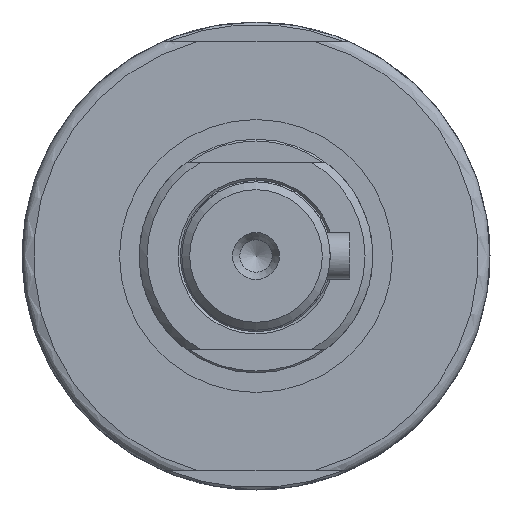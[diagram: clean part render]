
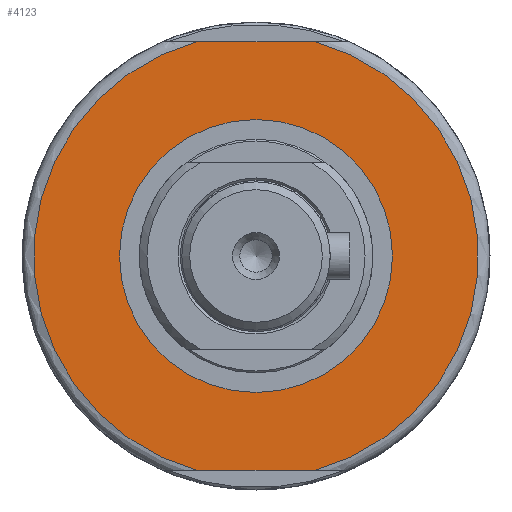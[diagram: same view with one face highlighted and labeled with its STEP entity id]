
A CAD part, left-side view. The second image highlights one B-rep face of the part: STEP entity #4123.
In plain terms, the highlighted planar face has unit normal (-1, 0, 0).
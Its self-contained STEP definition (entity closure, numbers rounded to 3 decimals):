
#143=FACE_BOUND('',#566,.T.);
#177=PLANE('',#4445);
#326=FACE_OUTER_BOUND('',#565,.T.);
#565=EDGE_LOOP('',(#2761,#2762,#2763,#2764));
#566=EDGE_LOOP('',(#2765,#2766));
#814=LINE('',#6259,#1120);
#815=LINE('',#6260,#1121);
#1120=VECTOR('',#5016,10.);
#1121=VECTOR('',#5017,10.);
#1449=CIRCLE('',#4426,17.5);
#1450=CIRCLE('',#4427,17.5);
#1460=CIRCLE('',#4440,28.5);
#1463=CIRCLE('',#4444,28.5);
#1676=VERTEX_POINT('',#6161);
#1677=VERTEX_POINT('',#6163);
#1688=VERTEX_POINT('',#6190);
#1689=VERTEX_POINT('',#6205);
#1691=VERTEX_POINT('',#6224);
#1694=VERTEX_POINT('',#6242);
#2092=EDGE_CURVE('',#1677,#1676,#1449,.T.);
#2093=EDGE_CURVE('',#1676,#1677,#1450,.T.);
#2106=EDGE_CURVE('',#1688,#1689,#1460,.T.);
#2112=EDGE_CURVE('',#1694,#1691,#1463,.T.);
#2113=EDGE_CURVE('',#1688,#1691,#814,.T.);
#2114=EDGE_CURVE('',#1694,#1689,#815,.T.);
#2761=ORIENTED_EDGE('',*,*,#2113,.T.);
#2762=ORIENTED_EDGE('',*,*,#2112,.F.);
#2763=ORIENTED_EDGE('',*,*,#2114,.T.);
#2764=ORIENTED_EDGE('',*,*,#2106,.F.);
#2765=ORIENTED_EDGE('',*,*,#2092,.T.);
#2766=ORIENTED_EDGE('',*,*,#2093,.T.);
#4123=ADVANCED_FACE('',(#326,#143),#177,.T.);
#4426=AXIS2_PLACEMENT_3D('',#6164,#4974,#4975);
#4427=AXIS2_PLACEMENT_3D('',#6165,#4976,#4977);
#4440=AXIS2_PLACEMENT_3D('',#6206,#5004,#5005);
#4444=AXIS2_PLACEMENT_3D('',#6257,#5012,#5013);
#4445=AXIS2_PLACEMENT_3D('',#6258,#5014,#5015);
#4974=DIRECTION('center_axis',(1.,0.,0.));
#4975=DIRECTION('ref_axis',(0.,-1.,0.));
#4976=DIRECTION('center_axis',(1.,0.,0.));
#4977=DIRECTION('ref_axis',(0.,-1.,0.));
#5004=DIRECTION('center_axis',(1.,0.,0.));
#5005=DIRECTION('ref_axis',(0.,-1.,0.));
#5012=DIRECTION('center_axis',(1.,0.,0.));
#5013=DIRECTION('ref_axis',(0.,-1.,0.));
#5014=DIRECTION('center_axis',(-1.,0.,0.));
#5015=DIRECTION('ref_axis',(0.,0.,-1.));
#5016=DIRECTION('',(0.,-1.,0.));
#5017=DIRECTION('',(0.,1.,0.));
#6161=CARTESIAN_POINT('',(-183.,17.5,0.));
#6163=CARTESIAN_POINT('',(-183.,-17.5,0.));
#6164=CARTESIAN_POINT('Origin',(-183.,0.,0.));
#6165=CARTESIAN_POINT('Origin',(-183.,0.,0.));
#6190=CARTESIAN_POINT('',(-183.,7.483,-27.5));
#6205=CARTESIAN_POINT('',(-183.,7.483,27.5));
#6206=CARTESIAN_POINT('Origin',(-183.,0.,0.));
#6224=CARTESIAN_POINT('',(-183.,-7.483,-27.5));
#6242=CARTESIAN_POINT('',(-183.,-7.483,27.5));
#6257=CARTESIAN_POINT('Origin',(-183.,0.,0.));
#6258=CARTESIAN_POINT('Origin',(-183.,-23.,0.));
#6259=CARTESIAN_POINT('',(-183.,-24.063,-27.5));
#6260=CARTESIAN_POINT('',(-183.,1.553,27.5));
